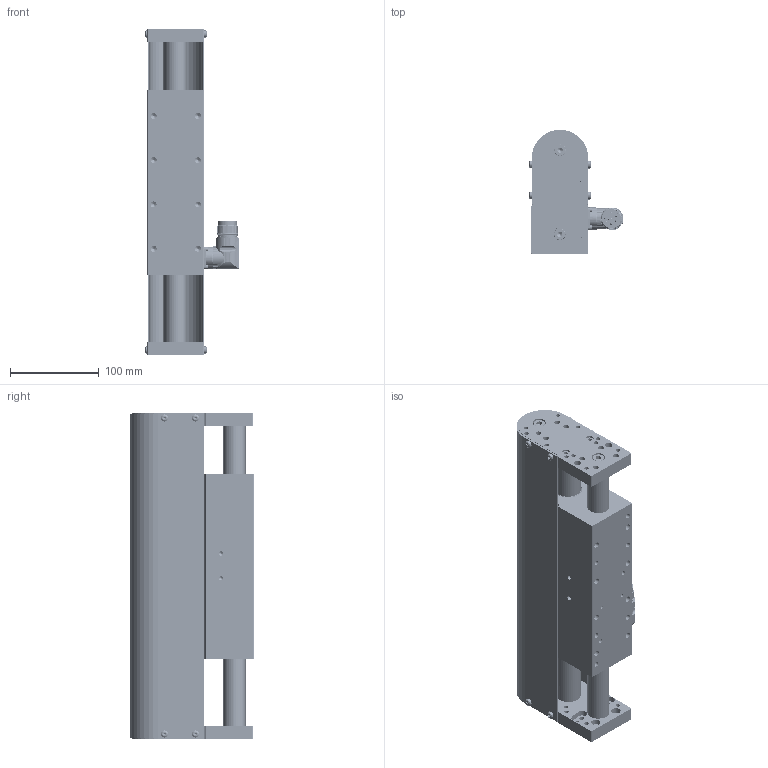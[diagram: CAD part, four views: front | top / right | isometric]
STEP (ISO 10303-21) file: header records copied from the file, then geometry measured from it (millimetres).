
FILE_DESCRIPTION (( 'STEP AP214' ), '1' );
FILE_NAME ('0186-1105_211012_DM01-48x150G-HP-C-125_CS01.STEP', '2021-10-12T10:21:42', ( '' ), ( '' ), 'SwSTEP 2.0', 'SolidWorks 2021', '' );
FILE_SCHEMA (( 'AUTOMOTIVE_DESIGN' ));
Length unit declared in the file: millimetre
Products named in the file (11): 0180-1300_D01k-48x...-AD_D01k-48x367-AD; 0230-0365_Lins.-Schr_I-6rd_M4x8_8.8_v-b; 0180-1298_DM01k-48; 0230-0653_Zyl.-Schr._I-6kt_n-K_M10x25_8.8_v-b; Läufer_beweglich_L„ufer_beweglich_125; 0180-1842_DM01k-48-H; PL01-28x...-HP-SF_PL01-28x350!270-SF; 0180-1301_DL01k-25-15.6x...-M18x1.5_DL01k-25-15,6x342-M18x1.5; 0186-1105_211012_DM01-48x150G-HP-C-125_CS01; DM01h-PS01-48x150G-HP-C-CS01; 0230-0488_Zyl.-Schr._I-6kt_M8x25_8.8_v-b
Assembly tree (21 placements, depth 3):
  0186-1105_211012_DM01-48x150G-HP-C-125_CS01
    DM01h-PS01-48x150G-HP-C-CS01
    Läufer_beweglich_L„ufer_beweglich_125
      PL01-28x...-HP-SF_PL01-28x350!270-SF
      0230-0365_Lins.-Schr_I-6rd_M4x8_8.8_v-b  x8
      0180-1300_D01k-48x...-AD_D01k-48x367-AD
      0230-0488_Zyl.-Schr._I-6kt_M8x25_8.8_v-b  x4
      0180-1842_DM01k-48-H
      0230-0653_Zyl.-Schr._I-6kt_n-K_M10x25_8.8_v-b
      0180-1298_DM01k-48
      0180-1301_DL01k-25-15.6x...-M18x1.5_DL01k-25-15,6x342-M18x1.5  x2
Bounding box: 106.56 x 140 x 368 mm (x, y, z)
Volume: 2026480.1 mm3; surface area: 569613.6 mm2
Topology: 44 solids, 44 shells, 3026 faces, 7298 edges, 4469 vertices
Faces by surface type: cylinder 1067, plane 984, cone 779, bspline 170, torus 26
Full cylindrical faces by diameter (mm): 1 x10, 1.2 x5, 1.5 x5, 1.8 x5, 2 x8, 2.05 x4, 2.5 x48, 2.6 x4, 2.7 x4, 2.8 x5, 2.9 x4, 3.3 x12, 4 x12, 4.2 x4, 4.5 x4, 4.8 x8, 5 x34, 6 x50, 6.6 x16, 6.8 x14, 8 x72, 8.4 x8, 8.5 x2, 9 x4, 10 x15, 10.5 x9, 11 x4, 13 x4, 15 x5, 15.6 x2
Entity records: 99175 total; most frequent: CARTESIAN_POINT 35615, DIRECTION 8742, ORIENTED_EDGE 8710, EDGE_CURVE 4355, AXIS2_PLACEMENT_3D 3402, VERTEX_POINT 3126, EDGE_LOOP 3059, FACE_OUTER_BOUND 2441
